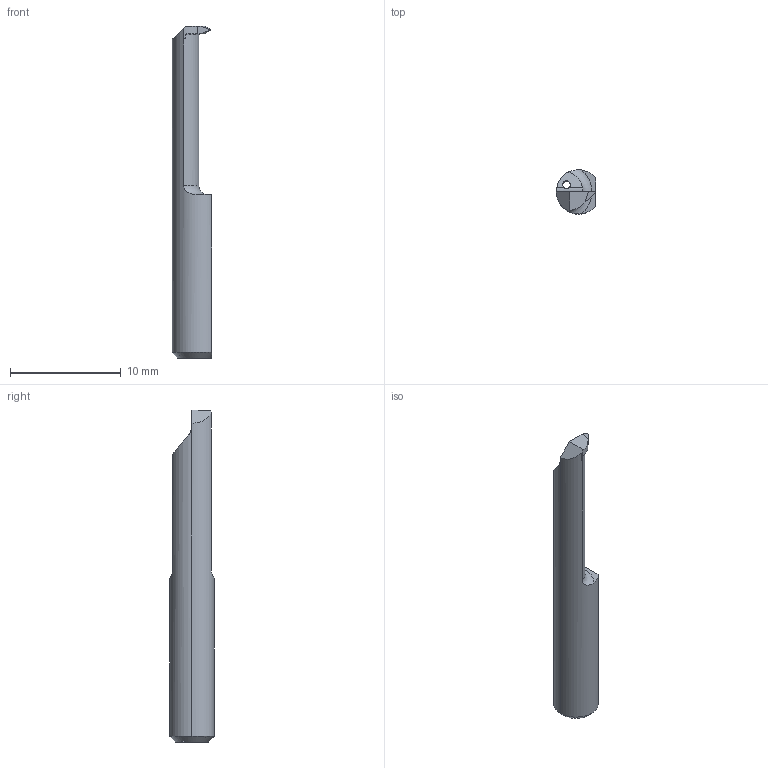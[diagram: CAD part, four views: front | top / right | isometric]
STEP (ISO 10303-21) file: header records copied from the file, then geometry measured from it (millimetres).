
FILE_DESCRIPTION (( 'STEP AP203' ), '1' );
FILE_NAME ('RP04.0205-15.step', '2024-09-13T07:24:08', ( '' ), ( '' ), 'SwSTEP 2.0', 'SolidWorks 2022', '' );
FILE_SCHEMA (( 'CONFIG_CONTROL_DESIGN' ));
Length unit declared in the file: millimetre
Products named in the file (1): RP04.0205-15
Bounding box: 3.55 x 4 x 30 mm (x, y, z)
Volume: 247.6 mm3; surface area: 390.9 mm2
Topology: 1 solids, 1 shells, 27 faces, 78 edges, 51 vertices
Faces by surface type: plane 13, cylinder 8, torus 4, bspline 2
Entity records: 1116 total; most frequent: CARTESIAN_POINT 379, ORIENTED_EDGE 156, DIRECTION 117, EDGE_CURVE 78, VERTEX_POINT 51, AXIS2_PLACEMENT_3D 41, LINE 35, VECTOR 35
